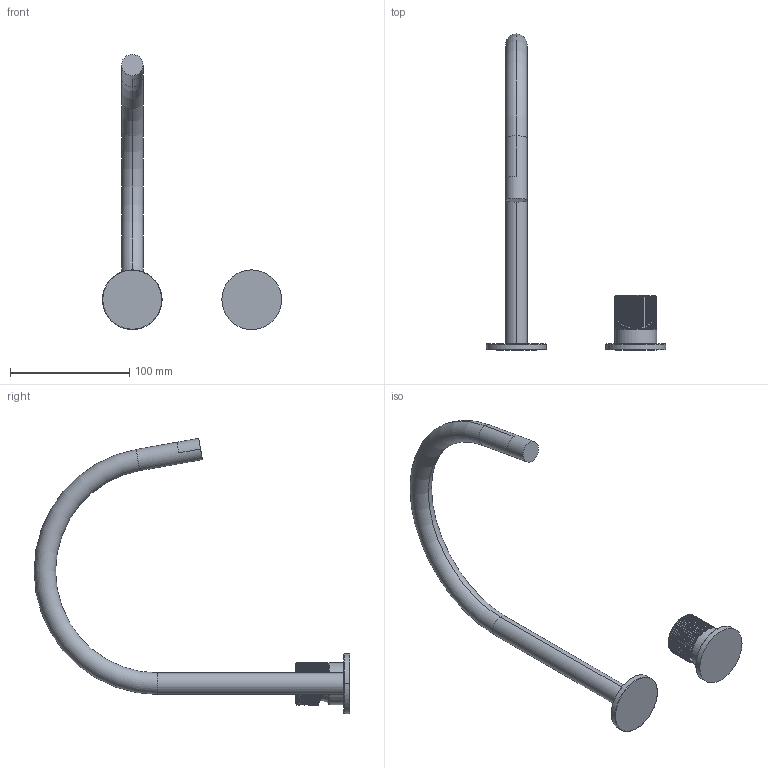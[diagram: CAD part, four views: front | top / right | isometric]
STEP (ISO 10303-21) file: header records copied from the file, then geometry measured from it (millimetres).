
FILE_DESCRIPTION((''),'2;1');
FILE_NAME('JO051CR','2026-02-16T17:12:10',('riccardo.mattazzi'),('PAFFONI SpA'),'CREO PARAMETRIC BY PTC INC, 2023092','CREO PARAMETRIC BY PTC INC, 2023092','');
FILE_SCHEMA(('CONFIG_CONTROL_DESIGN','SHAPE_APPEARANCE_LAYERS_GROUPS'));
Length unit declared in the file: millimetre
Products named in the file (1): JO051CR
Bounding box: 150 x 264.32 x 230.29 mm (x, y, z)
Volume: 176924.9 mm3; surface area: 45876.2 mm2
Topology: 2 solids, 2 shells, 298 faces, 847 edges, 552 vertices
Faces by surface type: plane 182, cylinder 91, torus 10, cone 10, bspline 3, sphere 2
Entity records: 12736 total; most frequent: CARTESIAN_POINT 3124, ORIENTED_EDGE 1686, DIRECTION 1397, EDGE_CURVE 843, VERTEX_POINT 552, AXIS2_PLACEMENT_3D 469, VECTOR 459, LINE 459
